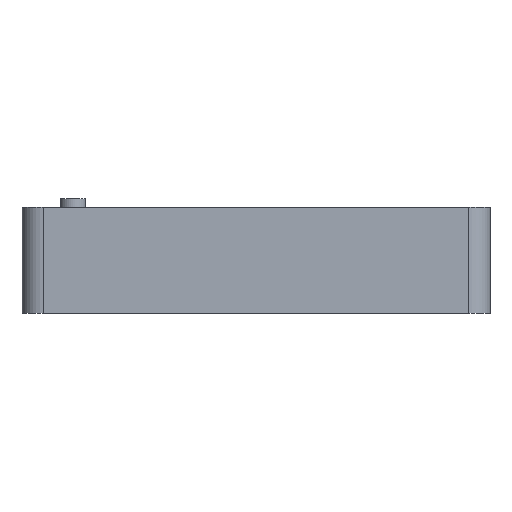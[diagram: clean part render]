
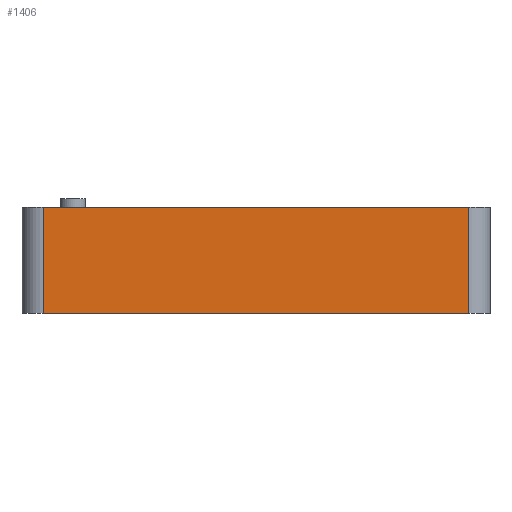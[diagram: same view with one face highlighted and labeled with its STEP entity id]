
A CAD part, left-side view. The second image highlights one B-rep face of the part: STEP entity #1406.
In plain terms, the highlighted planar face has unit normal (-1, 0, 0).
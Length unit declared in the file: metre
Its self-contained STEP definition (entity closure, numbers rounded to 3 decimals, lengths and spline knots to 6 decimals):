
#75=LINE('',#2291,#107);
#84=LINE('',#2406,#116);
#93=LINE('',#2437,#125);
#94=LINE('',#2438,#126);
#107=VECTOR('',#1799,1.);
#116=VECTOR('',#1906,1.);
#125=VECTOR('',#1933,1.);
#126=VECTOR('',#1934,1.);
#236=ORIENTED_EDGE('',*,*,#534,.F.);
#237=ORIENTED_EDGE('',*,*,#550,.T.);
#238=ORIENTED_EDGE('',*,*,#478,.T.);
#239=ORIENTED_EDGE('',*,*,#551,.T.);
#478=EDGE_CURVE('',#636,#637,#75,.T.);
#534=EDGE_CURVE('',#692,#693,#84,.T.);
#550=EDGE_CURVE('',#692,#636,#93,.T.);
#551=EDGE_CURVE('',#637,#693,#94,.F.);
#636=VERTEX_POINT('',#2292);
#637=VERTEX_POINT('',#2293);
#692=VERTEX_POINT('',#2405);
#693=VERTEX_POINT('',#2407);
#947=EDGE_LOOP('',(#236,#237,#238,#239));
#1187=FACE_BOUND('',#947,.T.);
#1365=PLANE('',#1600);
#1406=ADVANCED_FACE('',(#1187),#1365,.F.);
#1600=AXIS2_PLACEMENT_3D('',#2436,#1931,#1932);
#1799=DIRECTION('',(0.,-1.,0.));
#1906=DIRECTION('',(0.,-1.,0.));
#1931=DIRECTION('',(1.,0.,0.));
#1932=DIRECTION('',(0.,0.,-1.));
#1933=DIRECTION('',(0.,0.,-1.));
#1934=DIRECTION('',(0.,0.,-1.));
#2291=CARTESIAN_POINT('',(-0.08,0.,0.));
#2292=CARTESIAN_POINT('',(-0.08,0.05,0.));
#2293=CARTESIAN_POINT('',(-0.08,-0.05,0.));
#2405=CARTESIAN_POINT('',(-0.08,0.05,0.025));
#2406=CARTESIAN_POINT('',(-0.08,0.,0.025));
#2407=CARTESIAN_POINT('',(-0.08,-0.05,0.025));
#2436=CARTESIAN_POINT('',(-0.08,0.,0.025));
#2437=CARTESIAN_POINT('',(-0.08,0.05,0.));
#2438=CARTESIAN_POINT('',(-0.08,-0.05,0.025));
